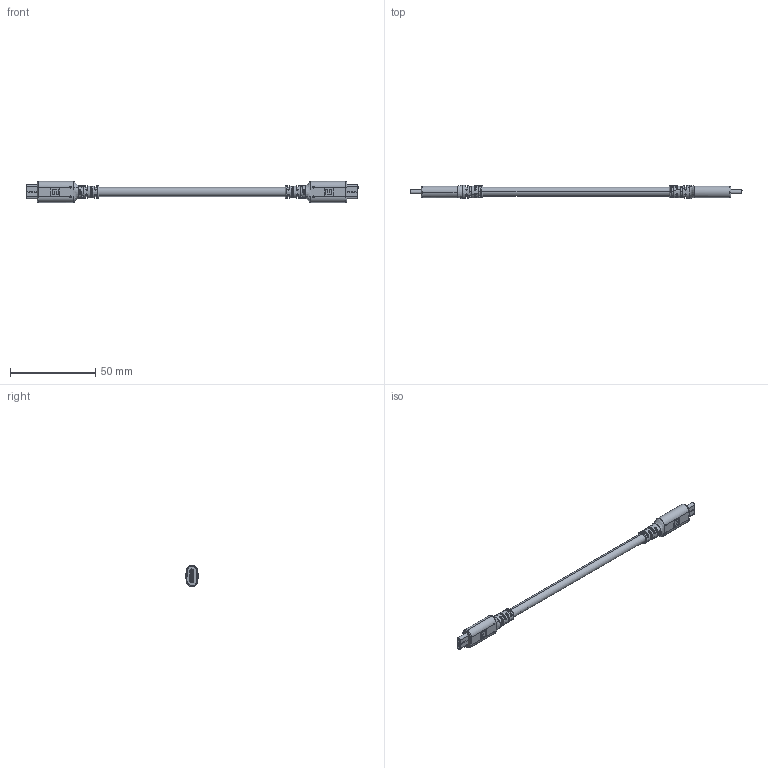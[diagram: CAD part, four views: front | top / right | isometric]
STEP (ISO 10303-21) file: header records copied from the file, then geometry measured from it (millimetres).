
FILE_DESCRIPTION (( 'STEP AP203' ), '1' );
FILE_NAME ('10-06152.STEP', '2025-03-24T19:14:48', ( '' ), ( '' ), 'SwSTEP 2.0', 'SolidWorks 2021', '' );
FILE_SCHEMA (( 'CONFIG_CONTROL_DESIGN' ));
Length unit declared in the file: millimetre
Products named in the file (6): 24-00435; 50-01061_Hidden emarker; 50-01060; 30-03509; 10-06152; 50-01061
Assembly tree (6 placements, depth 3):
  10-06152
    30-03509
    24-00435  x2
    50-01060
      50-01061_Hidden emarker
    50-01061
Bounding box: 194.94 x 7.89 x 12.35 mm (x, y, z)
Volume: 6865.6 mm3; surface area: 49756.7 mm2
Topology: 168 solids, 168 shells, 2309 faces, 5504 edges, 3546 vertices
Faces by surface type: plane 1091, cylinder 918, bspline 178, sphere 64, torus 58
Entity records: 65771 total; most frequent: CARTESIAN_POINT 15129, DIRECTION 10553, ORIENTED_EDGE 10044, EDGE_CURVE 5022, AXIS2_PLACEMENT_3D 3823, VERTEX_POINT 3240, LINE 2907, VECTOR 2907
